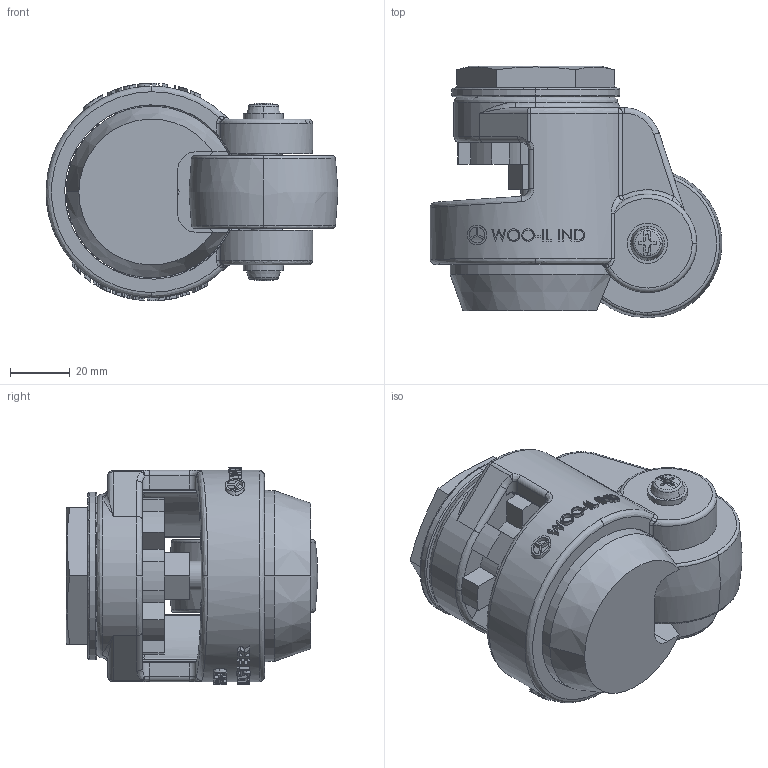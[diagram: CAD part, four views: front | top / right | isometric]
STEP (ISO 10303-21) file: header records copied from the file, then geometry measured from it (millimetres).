
FILE_DESCRIPTION (( 'STEP AP214' ), '1' );
FILE_NAME ('WMIS-60S.STEP', '2022-02-18T05:59:40', ( '' ), ( '' ), 'SwSTEP 2.0', 'SolidWorks 2019', '' );
FILE_SCHEMA (( 'AUTOMOTIVE_DESIGN' ));
Length unit declared in the file: millimetre
Products named in the file (1): WMIS-60S
Bounding box: 98.02 x 84.49 x 73.04 mm (x, y, z)
Volume: 261813 mm3; surface area: 51324.3 mm2
Topology: 1 solids, 2 shells, 648 faces, 1705 edges, 1093 vertices
Faces by surface type: plane 304, bspline 160, cylinder 152, sphere 14, cone 13, torus 5
Entity records: 31207 total; most frequent: CARTESIAN_POINT 16627, ORIENTED_EDGE 3386, DIRECTION 2610, EDGE_CURVE 1693, VERTEX_POINT 1093, AXIS2_PLACEMENT_3D 948, LINE 714, VECTOR 714
